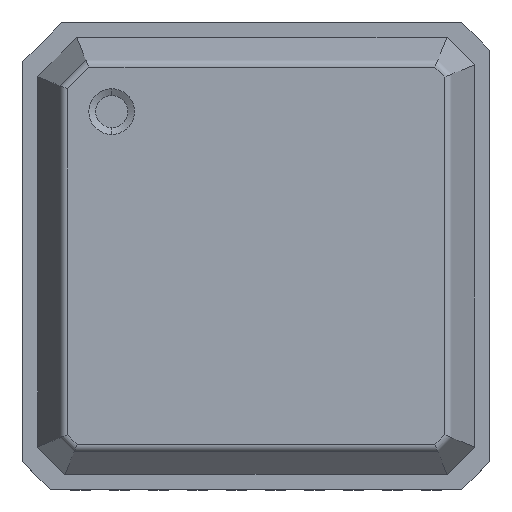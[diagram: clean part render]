
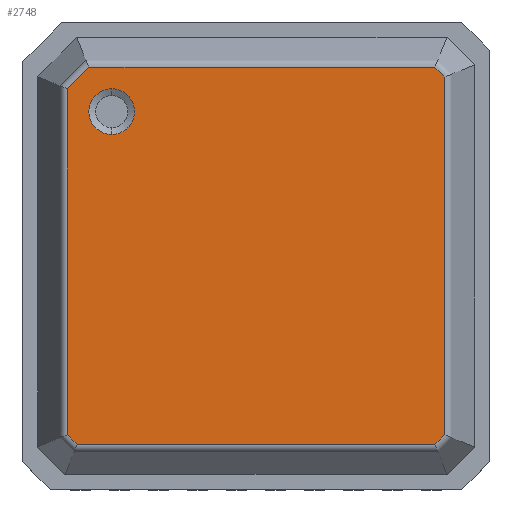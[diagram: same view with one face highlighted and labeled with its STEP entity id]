
A CAD part, top view. The second image highlights one B-rep face of the part: STEP entity #2748.
In plain terms, the highlighted planar face has unit normal (0, 0, 1).
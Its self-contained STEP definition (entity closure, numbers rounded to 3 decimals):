
#35 = VERTEX_POINT('',#36);
#36 = CARTESIAN_POINT('',(-1.85,1.557,0.9));
#42 = EDGE_CURVE('',#43,#35,#45,.T.);
#43 = VERTEX_POINT('',#44);
#44 = CARTESIAN_POINT('',(-1.85,2.143,0.9));
#45 = CIRCLE('',#46,0.293);
#46 = AXIS2_PLACEMENT_3D('',#47,#48,#49);
#47 = CARTESIAN_POINT('',(-1.85,1.85,0.9));
#48 = DIRECTION('',(0.,0.,1.));
#49 = DIRECTION('',(0.,-1.,0.));
#2748 = ADVANCED_FACE('',(#2749,#2815),#2825,.F.);
#2749 = FACE_BOUND('',#2750,.T.);
#2750 = EDGE_LOOP('',(#2751,#2761,#2769,#2777,#2785,#2793,#2801,#2809));
#2751 = ORIENTED_EDGE('',*,*,#2752,.T.);
#2752 = EDGE_CURVE('',#2753,#2755,#2757,.T.);
#2753 = VERTEX_POINT('',#2754);
#2754 = CARTESIAN_POINT('',(2.292,2.419,0.9));
#2755 = VERTEX_POINT('',#2756);
#2756 = CARTESIAN_POINT('',(-2.142,2.419,0.9));
#2757 = LINE('',#2758,#2759);
#2758 = CARTESIAN_POINT('',(2.8,2.419,0.9));
#2759 = VECTOR('',#2760,1.);
#2760 = DIRECTION('',(-1.,0.,0.));
#2761 = ORIENTED_EDGE('',*,*,#2762,.T.);
#2762 = EDGE_CURVE('',#2755,#2763,#2765,.T.);
#2763 = VERTEX_POINT('',#2764);
#2764 = CARTESIAN_POINT('',(-2.419,2.142,0.9));
#2765 = LINE('',#2766,#2767);
#2766 = CARTESIAN_POINT('',(-2.281,2.281,0.9));
#2767 = VECTOR('',#2768,1.);
#2768 = DIRECTION('',(-0.707,-0.707,0.));
#2769 = ORIENTED_EDGE('',*,*,#2770,.T.);
#2770 = EDGE_CURVE('',#2763,#2771,#2773,.T.);
#2771 = VERTEX_POINT('',#2772);
#2772 = CARTESIAN_POINT('',(-2.419,-2.292,0.9));
#2773 = LINE('',#2774,#2775);
#2774 = CARTESIAN_POINT('',(-2.419,-2.8,0.9));
#2775 = VECTOR('',#2776,1.);
#2776 = DIRECTION('',(0.,-1.,0.));
#2777 = ORIENTED_EDGE('',*,*,#2778,.T.);
#2778 = EDGE_CURVE('',#2771,#2779,#2781,.T.);
#2779 = VERTEX_POINT('',#2780);
#2780 = CARTESIAN_POINT('',(-2.292,-2.419,0.9));
#2781 = LINE('',#2782,#2783);
#2782 = CARTESIAN_POINT('',(0.444,-5.156,0.9));
#2783 = VECTOR('',#2784,1.);
#2784 = DIRECTION('',(0.707,-0.707,0.));
#2785 = ORIENTED_EDGE('',*,*,#2786,.T.);
#2786 = EDGE_CURVE('',#2779,#2787,#2789,.T.);
#2787 = VERTEX_POINT('',#2788);
#2788 = CARTESIAN_POINT('',(2.292,-2.419,0.9));
#2789 = LINE('',#2790,#2791);
#2790 = CARTESIAN_POINT('',(2.8,-2.419,0.9));
#2791 = VECTOR('',#2792,1.);
#2792 = DIRECTION('',(1.,0.,0.));
#2793 = ORIENTED_EDGE('',*,*,#2794,.T.);
#2794 = EDGE_CURVE('',#2787,#2795,#2797,.T.);
#2795 = VERTEX_POINT('',#2796);
#2796 = CARTESIAN_POINT('',(2.419,-2.292,0.9));
#2797 = LINE('',#2798,#2799);
#2798 = CARTESIAN_POINT('',(2.356,-2.356,0.9));
#2799 = VECTOR('',#2800,1.);
#2800 = DIRECTION('',(0.707,0.707,0.));
#2801 = ORIENTED_EDGE('',*,*,#2802,.T.);
#2802 = EDGE_CURVE('',#2795,#2803,#2805,.T.);
#2803 = VERTEX_POINT('',#2804);
#2804 = CARTESIAN_POINT('',(2.419,2.292,0.9));
#2805 = LINE('',#2806,#2807);
#2806 = CARTESIAN_POINT('',(2.419,-2.8,0.9));
#2807 = VECTOR('',#2808,1.);
#2808 = DIRECTION('',(0.,1.,0.));
#2809 = ORIENTED_EDGE('',*,*,#2810,.T.);
#2810 = EDGE_CURVE('',#2803,#2753,#2811,.T.);
#2811 = LINE('',#2812,#2813);
#2812 = CARTESIAN_POINT('',(5.156,-0.444,0.9));
#2813 = VECTOR('',#2814,1.);
#2814 = DIRECTION('',(-0.707,0.707,0.));
#2815 = FACE_BOUND('',#2816,.T.);
#2816 = EDGE_LOOP('',(#2817,#2824));
#2817 = ORIENTED_EDGE('',*,*,#2818,.F.);
#2818 = EDGE_CURVE('',#35,#43,#2819,.T.);
#2819 = CIRCLE('',#2820,0.293);
#2820 = AXIS2_PLACEMENT_3D('',#2821,#2822,#2823);
#2821 = CARTESIAN_POINT('',(-1.85,1.85,0.9));
#2822 = DIRECTION('',(0.,0.,1.));
#2823 = DIRECTION('',(0.,-1.,0.));
#2824 = ORIENTED_EDGE('',*,*,#42,.F.);
#2825 = PLANE('',#2826);
#2826 = AXIS2_PLACEMENT_3D('',#2827,#2828,#2829);
#2827 = CARTESIAN_POINT('',(2.8,-2.8,0.9));
#2828 = DIRECTION('',(0.,0.,-1.));
#2829 = DIRECTION('',(0.,1.,0.));
